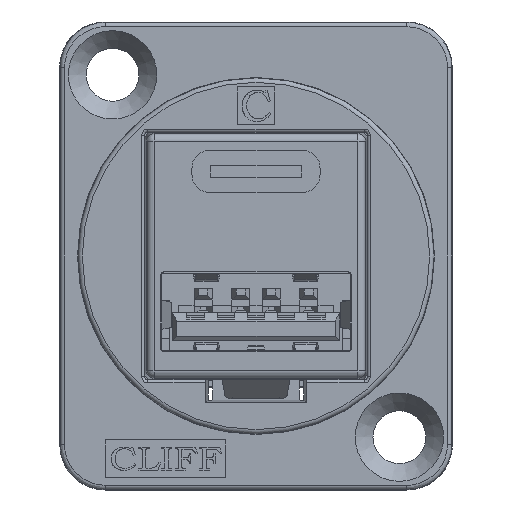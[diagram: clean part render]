
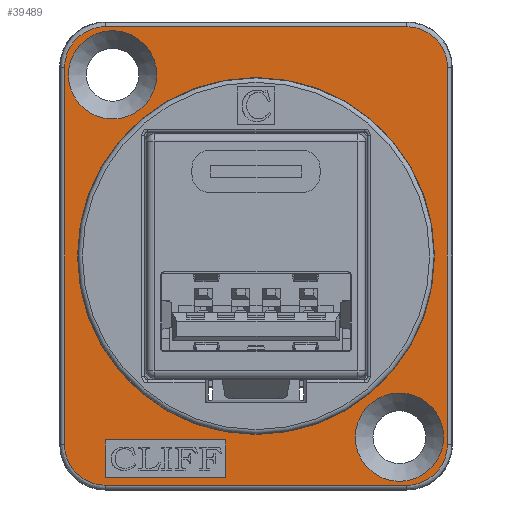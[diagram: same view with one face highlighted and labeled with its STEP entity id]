
A CAD part, front view. The second image highlights one B-rep face of the part: STEP entity #39489.
In plain terms, the highlighted planar face has unit normal (0, -1, 0).
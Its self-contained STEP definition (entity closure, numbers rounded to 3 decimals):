
#409=ELLIPSE('',#42147,2.7,2.7);
#410=ELLIPSE('',#42148,2.7,2.7);
#411=ELLIPSE('',#42149,2.7,2.7);
#412=ELLIPSE('',#42150,2.7,2.7);
#679=FACE_BOUND('',#5475,.T.);
#680=FACE_BOUND('',#5476,.T.);
#681=FACE_BOUND('',#5477,.T.);
#682=FACE_BOUND('',#5478,.T.);
#1525=CIRCLE('',#41945,11.823);
#1567=CIRCLE('',#42151,2.925);
#1568=CIRCLE('',#42152,2.925);
#3479=FACE_OUTER_BOUND('',#5474,.T.);
#5474=EDGE_LOOP('',(#34152,#34153,#34154,#34155,#34156,#34157,#34158,#34159));
#5475=EDGE_LOOP('',(#34160,#34161,#34162,#34163));
#5476=EDGE_LOOP('',(#34164));
#5477=EDGE_LOOP('',(#34165));
#5478=EDGE_LOOP('',(#34166));
#9891=LINE('',#64515,#14338);
#9895=LINE('',#64523,#14342);
#9898=LINE('',#64529,#14345);
#9901=LINE('',#64534,#14348);
#9935=LINE('',#64643,#14382);
#9936=LINE('',#64647,#14383);
#9937=LINE('',#64651,#14384);
#9938=LINE('',#64654,#14385);
#14338=VECTOR('',#51715,2.5);
#14342=VECTOR('',#51721,8.);
#14345=VECTOR('',#51726,2.5);
#14348=VECTOR('',#51731,8.);
#14382=VECTOR('',#51829,24.965);
#14383=VECTOR('',#51832,19.965);
#14384=VECTOR('',#51835,24.965);
#14385=VECTOR('',#51838,19.965);
#17596=VERTEX_POINT('',#62560);
#17902=VERTEX_POINT('',#64513);
#17903=VERTEX_POINT('',#64514);
#17906=VERTEX_POINT('',#64522);
#17908=VERTEX_POINT('',#64528);
#17937=VERTEX_POINT('',#64639);
#17938=VERTEX_POINT('',#64640);
#17939=VERTEX_POINT('',#64642);
#17940=VERTEX_POINT('',#64644);
#17941=VERTEX_POINT('',#64646);
#17942=VERTEX_POINT('',#64648);
#17943=VERTEX_POINT('',#64650);
#17944=VERTEX_POINT('',#64652);
#17945=VERTEX_POINT('',#64655);
#17946=VERTEX_POINT('',#64657);
#22821=EDGE_CURVE('',#17596,#17596,#1525,.T.);
#23305=EDGE_CURVE('',#17902,#17903,#9891,.T.);
#23309=EDGE_CURVE('',#17906,#17902,#9895,.T.);
#23312=EDGE_CURVE('',#17908,#17906,#9898,.T.);
#23315=EDGE_CURVE('',#17903,#17908,#9901,.T.);
#23364=EDGE_CURVE('',#17937,#17938,#409,.T.);
#23365=EDGE_CURVE('',#17939,#17937,#9935,.T.);
#23366=EDGE_CURVE('',#17940,#17939,#410,.T.);
#23367=EDGE_CURVE('',#17941,#17940,#9936,.T.);
#23368=EDGE_CURVE('',#17942,#17941,#411,.T.);
#23369=EDGE_CURVE('',#17943,#17942,#9937,.T.);
#23370=EDGE_CURVE('',#17944,#17943,#412,.T.);
#23371=EDGE_CURVE('',#17938,#17944,#9938,.T.);
#23372=EDGE_CURVE('',#17945,#17945,#1567,.T.);
#23373=EDGE_CURVE('',#17946,#17946,#1568,.T.);
#34152=ORIENTED_EDGE('',*,*,#23364,.F.);
#34153=ORIENTED_EDGE('',*,*,#23365,.F.);
#34154=ORIENTED_EDGE('',*,*,#23366,.F.);
#34155=ORIENTED_EDGE('',*,*,#23367,.F.);
#34156=ORIENTED_EDGE('',*,*,#23368,.F.);
#34157=ORIENTED_EDGE('',*,*,#23369,.F.);
#34158=ORIENTED_EDGE('',*,*,#23370,.F.);
#34159=ORIENTED_EDGE('',*,*,#23371,.F.);
#34160=ORIENTED_EDGE('',*,*,#23305,.T.);
#34161=ORIENTED_EDGE('',*,*,#23315,.T.);
#34162=ORIENTED_EDGE('',*,*,#23312,.T.);
#34163=ORIENTED_EDGE('',*,*,#23309,.T.);
#34164=ORIENTED_EDGE('',*,*,#22821,.T.);
#34165=ORIENTED_EDGE('',*,*,#23372,.T.);
#34166=ORIENTED_EDGE('',*,*,#23373,.T.);
#35707=PLANE('',#42146);
#39489=ADVANCED_FACE('',(#3479,#679,#680,#681,#682),#35707,.T.);
#41945=AXIS2_PLACEMENT_3D('',#62561,#51040,#51041);
#42146=AXIS2_PLACEMENT_3D('',#64638,#51825,#51826);
#42147=AXIS2_PLACEMENT_3D('',#64641,#51827,#51828);
#42148=AXIS2_PLACEMENT_3D('',#64645,#51830,#51831);
#42149=AXIS2_PLACEMENT_3D('',#64649,#51833,#51834);
#42150=AXIS2_PLACEMENT_3D('',#64653,#51836,#51837);
#42151=AXIS2_PLACEMENT_3D('',#64656,#51839,#51840);
#42152=AXIS2_PLACEMENT_3D('',#64658,#51841,#51842);
#51040=DIRECTION('center_axis',(0.,1.,0.));
#51041=DIRECTION('ref_axis',(-1.,0.,0.));
#51715=DIRECTION('',(0.,0.,1.));
#51721=DIRECTION('',(-1.,0.,0.));
#51726=DIRECTION('',(0.,0.,-1.));
#51731=DIRECTION('',(1.,0.,0.));
#51825=DIRECTION('center_axis',(0.,-1.,0.));
#51826=DIRECTION('ref_axis',(1.,0.,0.));
#51827=DIRECTION('center_axis',(0.,1.,0.));
#51828=DIRECTION('ref_axis',(-0.707,0.,0.707));
#51829=DIRECTION('',(0.,0.,1.));
#51830=DIRECTION('center_axis',(0.,1.,0.));
#51831=DIRECTION('ref_axis',(-0.707,0.,-0.707));
#51832=DIRECTION('',(-1.,0.,0.));
#51833=DIRECTION('center_axis',(0.,1.,0.));
#51834=DIRECTION('ref_axis',(0.707,0.,-0.707));
#51835=DIRECTION('',(0.,0.,-1.));
#51836=DIRECTION('center_axis',(0.,1.,0.));
#51837=DIRECTION('ref_axis',(0.707,0.,0.707));
#51838=DIRECTION('',(1.,0.,0.));
#51839=DIRECTION('center_axis',(0.,1.,0.));
#51840=DIRECTION('ref_axis',(1.,0.,0.));
#51841=DIRECTION('center_axis',(0.,1.,0.));
#51842=DIRECTION('ref_axis',(1.,0.,0.));
#62560=CARTESIAN_POINT('',(11.823,-2.3,0.));
#62561=CARTESIAN_POINT('Origin',(0.,-2.3,0.));
#64513=CARTESIAN_POINT('',(-10.,-2.3,-14.683));
#64514=CARTESIAN_POINT('',(-10.,-2.3,-12.183));
#64515=CARTESIAN_POINT('',(-10.,-2.3,-7.341));
#64522=CARTESIAN_POINT('',(-2.,-2.3,-14.683));
#64523=CARTESIAN_POINT('',(-1.,-2.3,-14.683));
#64528=CARTESIAN_POINT('',(-2.,-2.3,-12.183));
#64529=CARTESIAN_POINT('',(-2.,-2.3,-6.091));
#64534=CARTESIAN_POINT('',(-5.,-2.3,-12.183));
#64638=CARTESIAN_POINT('Origin',(0.,-2.3,0.));
#64639=CARTESIAN_POINT('',(-12.683,-2.3,12.483));
#64640=CARTESIAN_POINT('',(-9.983,-2.3,15.183));
#64641=CARTESIAN_POINT('Origin',(-9.982,-2.3,12.482));
#64642=CARTESIAN_POINT('',(-12.683,-2.3,-12.483));
#64643=CARTESIAN_POINT('',(-12.683,-2.3,-7.75));
#64644=CARTESIAN_POINT('',(-9.983,-2.3,-15.183));
#64645=CARTESIAN_POINT('Origin',(-9.982,-2.3,-12.482));
#64646=CARTESIAN_POINT('',(9.983,-2.3,-15.183));
#64647=CARTESIAN_POINT('',(6.5,-2.3,-15.183));
#64648=CARTESIAN_POINT('',(12.683,-2.3,-12.483));
#64649=CARTESIAN_POINT('Origin',(9.982,-2.3,-12.482));
#64650=CARTESIAN_POINT('',(12.683,-2.3,12.483));
#64651=CARTESIAN_POINT('',(12.683,-2.3,7.75));
#64652=CARTESIAN_POINT('',(9.983,-2.3,15.183));
#64653=CARTESIAN_POINT('Origin',(9.982,-2.3,12.482));
#64654=CARTESIAN_POINT('',(-6.5,-2.3,15.183));
#64655=CARTESIAN_POINT('',(6.575,-2.3,-12.));
#64656=CARTESIAN_POINT('Origin',(9.5,-2.3,-12.));
#64657=CARTESIAN_POINT('',(-12.425,-2.3,12.));
#64658=CARTESIAN_POINT('Origin',(-9.5,-2.3,12.));
